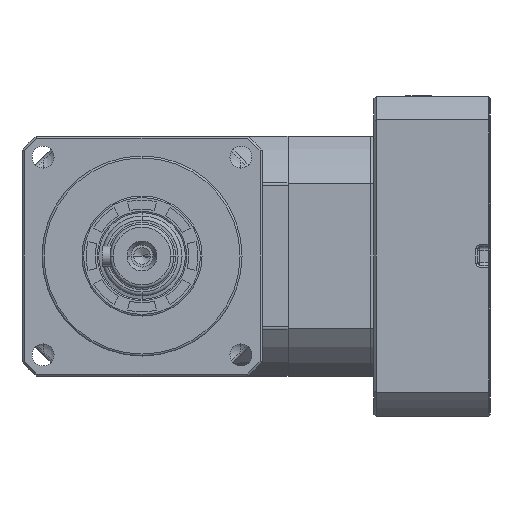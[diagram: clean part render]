
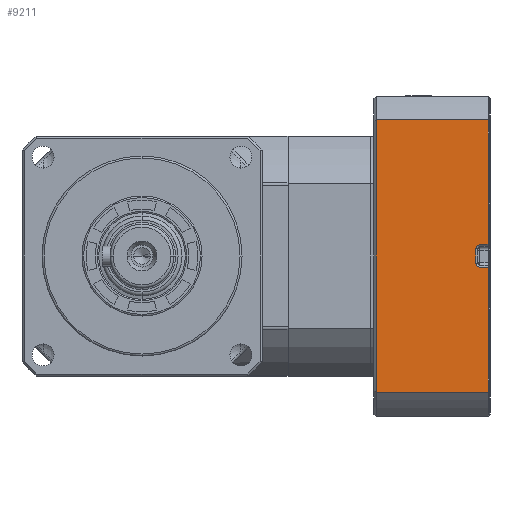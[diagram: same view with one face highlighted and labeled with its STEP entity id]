
A CAD part, left-side view. The second image highlights one B-rep face of the part: STEP entity #9211.
In plain terms, the highlighted face is planar.
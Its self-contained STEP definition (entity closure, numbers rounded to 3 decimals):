
#179 = VECTOR ( 'NONE', #30460, 1000. ) ;
#846 = ORIENTED_EDGE ( 'NONE', *, *, #30589, .T. ) ;
#1329 = CARTESIAN_POINT ( 'NONE',  ( 34., 40., 40. ) ) ;
#3098 = EDGE_CURVE ( 'NONE', #11984, #19035, #21741, .T. ) ;
#3695 = AXIS2_PLACEMENT_3D ( 'NONE', #33668, #28266, #31039 ) ;
#4400 = VERTEX_POINT ( 'NONE', #35343 ) ;
#4526 = LINE ( 'NONE', #17851, #30304 ) ;
#5062 = ORIENTED_EDGE ( 'NONE', *, *, #31234, .T. ) ;
#5074 = EDGE_CURVE ( 'NONE', #12151, #6172, #32391, .T. ) ;
#5119 = LINE ( 'NONE', #1329, #20128 ) ;
#5946 = CARTESIAN_POINT ( 'NONE',  ( 0., 40., 34.004 ) ) ;
#6172 = VERTEX_POINT ( 'NONE', #7499 ) ;
#6385 = VERTEX_POINT ( 'NONE', #25524 ) ;
#6523 = ORIENTED_EDGE ( 'NONE', *, *, #5074, .T. ) ;
#6956 = VERTEX_POINT ( 'NONE', #8672 ) ;
#7397 = LINE ( 'NONE', #5946, #10010 ) ;
#7499 = CARTESIAN_POINT ( 'NONE',  ( 31.93, 40., -2.822 ) ) ;
#7649 = ORIENTED_EDGE ( 'NONE', *, *, #29081, .T. ) ;
#8408 = ORIENTED_EDGE ( 'NONE', *, *, #29538, .T. ) ;
#8603 = CARTESIAN_POINT ( 'NONE',  ( 31., 40., 40. ) ) ;
#8672 = CARTESIAN_POINT ( 'NONE',  ( 6., 40., -34.004 ) ) ;
#9211 = ADVANCED_FACE ( 'NONE', ( #30553 ), #34197, .T. ) ;
#10010 = VECTOR ( 'NONE', #19535, 1000. ) ;
#10049 = LINE ( 'NONE', #15257, #27255 ) ;
#10179 = DIRECTION ( 'NONE',  ( 0., 0., 1. ) ) ;
#10190 = EDGE_CURVE ( 'NONE', #6385, #17080, #5119, .T. ) ;
#10830 = VECTOR ( 'NONE', #12355, 1000. ) ;
#11181 = CARTESIAN_POINT ( 'NONE',  ( 6., 40., 34.004 ) ) ;
#11674 = CARTESIAN_POINT ( 'NONE',  ( 34., 40., -34.004 ) ) ;
#11984 = VERTEX_POINT ( 'NONE', #20140 ) ;
#12151 = VERTEX_POINT ( 'NONE', #32130 ) ;
#12355 = DIRECTION ( 'NONE',  ( 0.998, 0., -0.07 ) ) ;
#12706 = CARTESIAN_POINT ( 'NONE',  ( 34., 40., -2.966 ) ) ;
#12725 = EDGE_CURVE ( 'NONE', #6956, #17080, #18722, .T. ) ;
#13963 = CARTESIAN_POINT ( 'NONE',  ( 0., 40., -34.004 ) ) ;
#14337 = DIRECTION ( 'NONE',  ( 0., 0., 1. ) ) ;
#14841 = DIRECTION ( 'NONE',  ( -0.998, 0., -0.07 ) ) ;
#15257 = CARTESIAN_POINT ( 'NONE',  ( 6., 40., 40. ) ) ;
#16973 = CARTESIAN_POINT ( 'NONE',  ( 32., 40., -1.824 ) ) ;
#17080 = VERTEX_POINT ( 'NONE', #11674 ) ;
#17280 = EDGE_LOOP ( 'NONE', ( #24550, #25306, #20060, #8408, #7649, #32307, #846, #6523, #5062, #19792 ) ) ;
#17851 = CARTESIAN_POINT ( 'NONE',  ( 31.93, 40., 2.822 ) ) ;
#18104 = DIRECTION ( 'NONE',  ( 0., 0., -1. ) ) ;
#18155 = DIRECTION ( 'NONE',  ( 0., 0., 1. ) ) ;
#18582 = CARTESIAN_POINT ( 'NONE',  ( -41.5, 40., 40. ) ) ;
#18699 = DIRECTION ( 'NONE',  ( 0., 1., 0. ) ) ;
#18722 = LINE ( 'NONE', #13963, #32883 ) ;
#19035 = VERTEX_POINT ( 'NONE', #28673 ) ;
#19535 = DIRECTION ( 'NONE',  ( -1., 0., 0. ) ) ;
#19705 = CARTESIAN_POINT ( 'NONE',  ( 34., 40., 40. ) ) ;
#19792 = ORIENTED_EDGE ( 'NONE', *, *, #10190, .T. ) ;
#19838 = DIRECTION ( 'NONE',  ( 0., -1., 0. ) ) ;
#20060 = ORIENTED_EDGE ( 'NONE', *, *, #30697, .F. ) ;
#20128 = VECTOR ( 'NONE', #18104, 1000. ) ;
#20140 = CARTESIAN_POINT ( 'NONE',  ( 31.93, 40., 2.822 ) ) ;
#21528 = LINE ( 'NONE', #12706, #10830 ) ;
#21658 = VERTEX_POINT ( 'NONE', #33388 ) ;
#21741 = CIRCLE ( 'NONE', #3695, 1. ) ;
#24146 = LINE ( 'NONE', #8603, #179 ) ;
#24550 = ORIENTED_EDGE ( 'NONE', *, *, #12725, .F. ) ;
#25306 = ORIENTED_EDGE ( 'NONE', *, *, #29817, .T. ) ;
#25524 = CARTESIAN_POINT ( 'NONE',  ( 34., 40., -2.966 ) ) ;
#25969 = LINE ( 'NONE', #19705, #28980 ) ;
#27255 = VECTOR ( 'NONE', #18155, 1000. ) ;
#27702 = AXIS2_PLACEMENT_3D ( 'NONE', #16973, #19838, #14337 ) ;
#27924 = DIRECTION ( 'NONE',  ( 1., 0., 0. ) ) ;
#28266 = DIRECTION ( 'NONE',  ( 0., -1., 0. ) ) ;
#28673 = CARTESIAN_POINT ( 'NONE',  ( 31., 40., 1.824 ) ) ;
#28980 = VECTOR ( 'NONE', #33405, 1000. ) ;
#29081 = EDGE_CURVE ( 'NONE', #21658, #11984, #4526, .T. ) ;
#29538 = EDGE_CURVE ( 'NONE', #4400, #21658, #25969, .T. ) ;
#29817 = EDGE_CURVE ( 'NONE', #6956, #31630, #10049, .T. ) ;
#30304 = VECTOR ( 'NONE', #14841, 1000. ) ;
#30460 = DIRECTION ( 'NONE',  ( 0., 0., -1. ) ) ;
#30553 = FACE_OUTER_BOUND ( 'NONE', #17280, .T. ) ;
#30589 = EDGE_CURVE ( 'NONE', #19035, #12151, #24146, .T. ) ;
#30697 = EDGE_CURVE ( 'NONE', #4400, #31630, #7397, .T. ) ;
#31039 = DIRECTION ( 'NONE',  ( 0., 0., 1. ) ) ;
#31234 = EDGE_CURVE ( 'NONE', #6172, #6385, #21528, .T. ) ;
#31630 = VERTEX_POINT ( 'NONE', #11181 ) ;
#32130 = CARTESIAN_POINT ( 'NONE',  ( 31., 40., -1.824 ) ) ;
#32307 = ORIENTED_EDGE ( 'NONE', *, *, #3098, .T. ) ;
#32391 = CIRCLE ( 'NONE', #27702, 1. ) ;
#32883 = VECTOR ( 'NONE', #27924, 1000. ) ;
#33388 = CARTESIAN_POINT ( 'NONE',  ( 34., 40., 2.966 ) ) ;
#33405 = DIRECTION ( 'NONE',  ( 0., 0., -1. ) ) ;
#33668 = CARTESIAN_POINT ( 'NONE',  ( 32., 40., 1.824 ) ) ;
#34197 = PLANE ( 'NONE',  #35360 ) ;
#35343 = CARTESIAN_POINT ( 'NONE',  ( 34., 40., 34.004 ) ) ;
#35360 = AXIS2_PLACEMENT_3D ( 'NONE', #18582, #18699, #10179 ) ;
